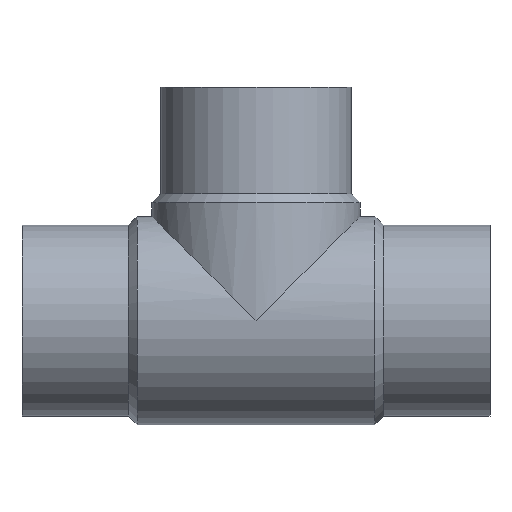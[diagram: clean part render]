
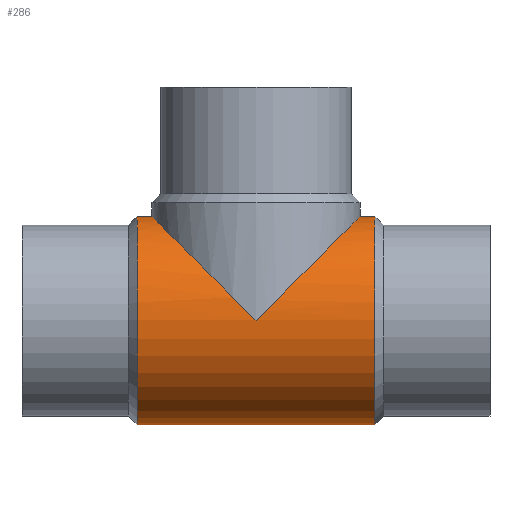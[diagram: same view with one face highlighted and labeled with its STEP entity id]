
A CAD part, top view. The second image highlights one B-rep face of the part: STEP entity #286.
In plain terms, the highlighted cylindrical face has radius 122.75 mm (diameter 245.5 mm), a partial arc.
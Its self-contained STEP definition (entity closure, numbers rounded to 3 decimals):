
#136 = EDGE_CURVE( '', #138, #288, #376, .T. );
#138 = VERTEX_POINT( '', #378 );
#156 = VERTEX_POINT( '', #399 );
#164 = VERTEX_POINT( '', #408 );
#178 = EDGE_CURVE( '', #138, #188, #424, .T. );
#180 = VERTEX_POINT( '', #426 );
#188 = VERTEX_POINT( '', #435 );
#244 = EDGE_CURVE( '', #164, #180, #495, .T. );
#260 = EDGE_CURVE( '', #298, #164, #513, .T. );
#278 = EDGE_CURVE( '', #180, #156, #534, .T. );
#286 = ADVANCED_FACE( '', ( #543 ), #544, .T. );
#288 = VERTEX_POINT( '', #546 );
#298 = VERTEX_POINT( '', #558 );
#338 = EDGE_CURVE( '', #156, #288, #602, .T. );
#356 = EDGE_CURVE( '', #188, #298, #623, .T. );
#376 = CIRCLE( '', #634, 122.75 );
#378 = CARTESIAN_POINT( '', ( -416.25, -122.75, 0. ) );
#399 = CARTESIAN_POINT( '', ( -398.75, 122.75, 0. ) );
#408 = CARTESIAN_POINT( '', ( -153.25, 122.75, 0. ) );
#424 = LINE( '', #697, #698 );
#426 = CARTESIAN_POINT( '', ( -276., 0., 122.75 ) );
#435 = CARTESIAN_POINT( '', ( -135.75, -122.75, 0. ) );
#495 = ELLIPSE( '', #781, 173.595, 122.75 );
#513 = LINE( '', #806, #807 );
#534 = ELLIPSE( '', #835, 173.595, 122.75 );
#543 = FACE_OUTER_BOUND( '', #847, .T. );
#544 = CYLINDRICAL_SURFACE( '', #848, 122.75 );
#546 = CARTESIAN_POINT( '', ( -416.25, 122.75, 0. ) );
#558 = CARTESIAN_POINT( '', ( -135.75, 122.75, 0. ) );
#602 = LINE( '', #927, #928 );
#623 = CIRCLE( '', #956, 122.75 );
#634 = AXIS2_PLACEMENT_3D( '', #961, #962, #963 );
#697 = CARTESIAN_POINT( '', ( -276., -122.75, 0. ) );
#698 = VECTOR( '', #1026, 1. );
#781 = AXIS2_PLACEMENT_3D( '', #1097, #1098, #1099 );
#806 = CARTESIAN_POINT( '', ( -276., 122.75, 0. ) );
#807 = VECTOR( '', #1120, 1. );
#835 = AXIS2_PLACEMENT_3D( '', #1153, #1154, #1155 );
#847 = EDGE_LOOP( '', ( #1170, #1171, #1172, #1173, #1174, #1175, #1176 ) );
#848 = AXIS2_PLACEMENT_3D( '', #1177, #1178, #1179 );
#927 = CARTESIAN_POINT( '', ( -276., 122.75, 0. ) );
#928 = VECTOR( '', #1254, 1. );
#956 = AXIS2_PLACEMENT_3D( '', #1281, #1282, #1283 );
#961 = CARTESIAN_POINT( '', ( -416.25, 0., 0. ) );
#962 = DIRECTION( '', ( -1., 0., 0. ) );
#963 = DIRECTION( '', ( 0., 1., 0. ) );
#1026 = DIRECTION( '', ( 1., 0., 0. ) );
#1097 = CARTESIAN_POINT( '', ( -276., 0., 0. ) );
#1098 = DIRECTION( '', ( 0.707, -0.707, 0. ) );
#1099 = DIRECTION( '', ( 0.707, 0.707, 0. ) );
#1120 = DIRECTION( '', ( -1., 0., 0. ) );
#1153 = CARTESIAN_POINT( '', ( -276., 0., 0. ) );
#1154 = DIRECTION( '', ( -0.707, -0.707, 0. ) );
#1155 = DIRECTION( '', ( 0.707, -0.707, 0. ) );
#1170 = ORIENTED_EDGE( '', *, *, #260, .T. );
#1171 = ORIENTED_EDGE( '', *, *, #244, .T. );
#1172 = ORIENTED_EDGE( '', *, *, #278, .T. );
#1173 = ORIENTED_EDGE( '', *, *, #338, .T. );
#1174 = ORIENTED_EDGE( '', *, *, #136, .F. );
#1175 = ORIENTED_EDGE( '', *, *, #178, .T. );
#1176 = ORIENTED_EDGE( '', *, *, #356, .T. );
#1177 = CARTESIAN_POINT( '', ( -276., 0., 0. ) );
#1178 = DIRECTION( '', ( 1., 0., 0. ) );
#1179 = DIRECTION( '', ( 0., 1., 0. ) );
#1254 = DIRECTION( '', ( -1., 0., 0. ) );
#1281 = CARTESIAN_POINT( '', ( -135.75, 0., 0. ) );
#1282 = DIRECTION( '', ( -1., 0., 0. ) );
#1283 = DIRECTION( '', ( 0., 1., 0. ) );
